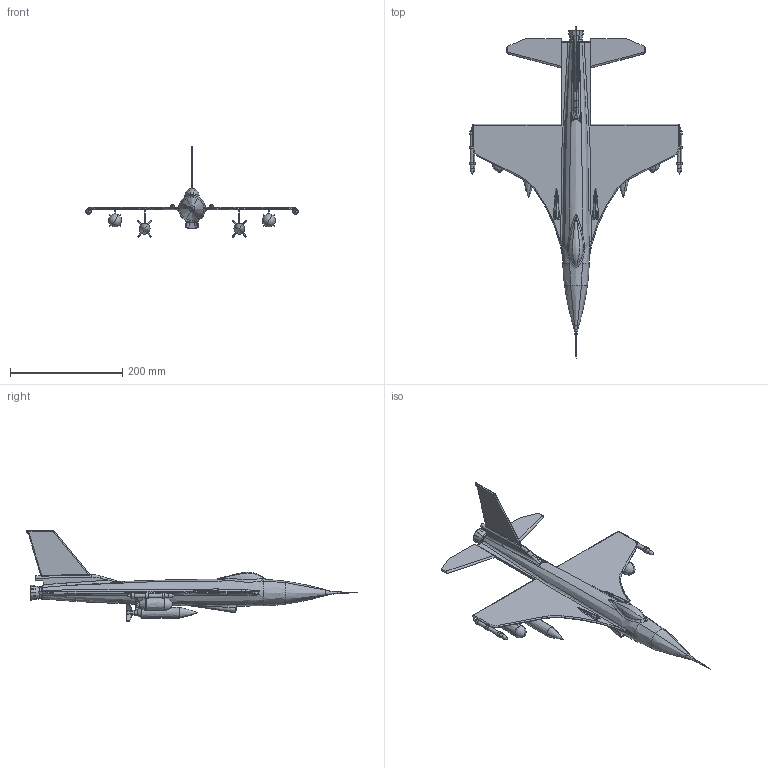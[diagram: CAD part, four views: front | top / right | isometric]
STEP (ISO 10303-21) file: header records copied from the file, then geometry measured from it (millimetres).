
FILE_DESCRIPTION(('FreeCAD Model'),'2;1');
FILE_NAME('Open CASCADE Shape Model','2025-04-27T09:43:28',('FreeCAD'),( 'FreeCAD'),'Open CASCADE STEP processor 7.6','FreeCAD','Unknown');
FILE_SCHEMA(('AUTOMOTIVE_DESIGN { 1 0 10303 214 1 1 1 1 }'));
Products named in the file (1): Open CASCADE STEP translator 7.6 1
Bounding box: 379.23 x 592.08 x 162.11 mm (x, y, z)
Volume: 989422.4 mm3; surface area: 208951.8 mm2
Topology: 1 solids, 1 shells, 714 faces, 1945 edges, 1209 vertices
Faces by surface type: bspline 714
Entity records: 37503 total; most frequent: CARTESIAN_POINT 26655, ORIENTED_EDGE 3794, EDGE_CURVE 1897, B_SPLINE_CURVE_WITH_KNOTS 1409, VERTEX_POINT 1205, FACE_BOUND 734, EDGE_LOOP 734, ADVANCED_FACE 714
